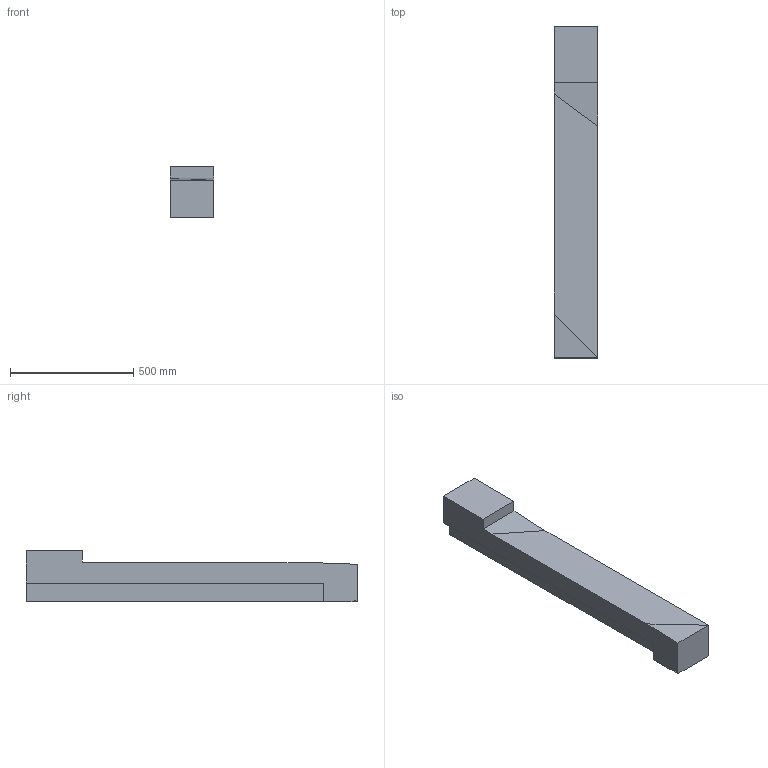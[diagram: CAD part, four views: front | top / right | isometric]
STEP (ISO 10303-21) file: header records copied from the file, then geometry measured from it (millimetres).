
FILE_DESCRIPTION(/* description */ (''),/* implementation_level */ '2;1');
FILE_NAME(/* name */ 'Screen Sill F - 1.step',/* time_stamp */ '2022-10-14T09:12:16-05:00',/* author */ (''),/* organization */ (''),/* preprocessor_version */ 'ST-DEVELOPER v19',/* originating_system */ 'Autodesk Translation Framework v11.7.0.108',/* authorisation */ '');
FILE_SCHEMA (('AUTOMOTIVE_DESIGN { 1 0 10303 214 3 1 1 }'));
Length unit declared in the file: inch
Products named in the file (1): Screen Sill F - 1
Bounding box: 177.69 x 1346.23 x 209.55 mm (x, y, z)
Volume: 35871888 mm3; surface area: 1014253.7 mm2
Topology: 1 solids, 1 shells, 19 faces, 53 edges, 36 vertices
Faces by surface type: plane 19
Entity records: 645 total; most frequent: CARTESIAN_POINT 109, ORIENTED_EDGE 106, DIRECTION 93, LINE 53, VECTOR 53, EDGE_CURVE 53, VERTEX_POINT 36, AXIS2_PLACEMENT_3D 20
